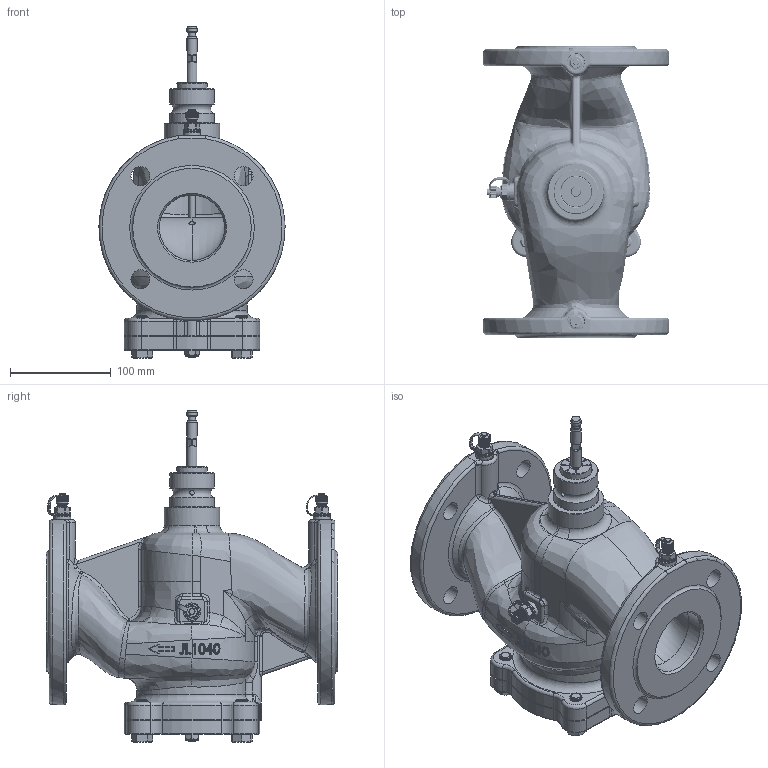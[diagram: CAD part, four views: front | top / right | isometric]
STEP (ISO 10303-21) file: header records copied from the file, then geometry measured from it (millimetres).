
FILE_DESCRIPTION(/* description */ (''),/* implementation_level */ '2;1');
FILE_NAME(/* name */ 'VPF44.65F.stp',/* time_stamp */ '2020-07-24T10:40:58+08:00',/* author */ (''),/* organization */ (''),/* preprocessor_version */ 'ST-DEVELOPER v16.7',/* originating_system */ 'SIEMENS PLM Software NX 12.0',/* authorisation */ '');
FILE_SCHEMA (('AUTOMOTIVE_DESIGN { 1 0 10303 214 3 1 1 1 }'));
Products named in the file (14): 7415400200_DES_RS-B_003_1-Locknut M8; A5W90002807_DES_RS-AF_008_4-DN65 guide stem; A5W90002803_DES_RS-G_009_3-DN65 blind flange machined; A5W90002804_DES_RS-E_007_2-DN65 spindle239; A5W90008991_DES_RS-AB_002_3-PT plug G1_4 Red240; A5W90007086_DES_RS-B_002_2-L PICV Name Plate _EU_241; A5W90002783_DES_RS-A_002_2-M5 screw242; A5W90002825_DES_RS-A_003_2-M12 bolt243; A5W90002817_DES_RS-D_006_1-Scale; A5W90002751_DES_RS-AN_016_4-DN65 valve body machined; A5W90008992_DES_RS-AB_002_4-PT plug  G 1_4 Blue246; A5W90002824_DES_RS-AG_008_3-DN65 DPR complete; A5W90002823_DES_RS-AE_008_2-DN65 RV and pre-setting complete; VPF44.65F_stp
Assembly tree (18 placements, depth 3):
  VPF44.65F_stp
    A5W90002751_DES_RS-AN_016_4-DN65 valve body machined
    A5W90002823_DES_RS-AE_008_2-DN65 RV and pre-setting complete
      A5W90002804_DES_RS-E_007_2-DN65 spindle239
    A5W90002824_DES_RS-AG_008_3-DN65 DPR complete
      A5W90002803_DES_RS-G_009_3-DN65 blind flange machined
      A5W90002807_DES_RS-AF_008_4-DN65 guide stem
      7415400200_DES_RS-B_003_1-Locknut M8
    A5W90002817_DES_RS-D_006_1-Scale
    A5W90002825_DES_RS-A_003_2-M12 bolt243  x4
    A5W90002783_DES_RS-A_002_2-M5 screw242
    A5W90007086_DES_RS-B_002_2-L PICV Name Plate _EU_241
    A5W90008991_DES_RS-AB_002_3-PT plug G1_4 Red240
    A5W90008992_DES_RS-AB_002_4-PT plug  G 1_4 Blue246  x2
      A5W90008991_DES_RS-AB_002_3-PT plug G1_4 Red240
Bounding box: 185 x 290 x 330 mm (x, y, z)
Volume: 2368677 mm3; surface area: 482855.9 mm2
Topology: 39 solids, 39 shells, 4177 faces, 10573 edges, 6411 vertices
Faces by surface type: plane 1742, cylinder 1059, bspline 613, cone 400, torus 175, sphere 104, extrusion 84
Full cylindrical faces by diameter (mm): 2 x2, 2.2 x2, 3 x14, 3.9 x3, 4 x1, 4.2 x1, 4.5 x1, 5 x10, 6 x5, 6.5 x3, 6.985 x4, 7 x1, 8 x3, 8.4 x1, 8.46 x3, 8.8 x3, 9 x7, 9.6 x1, 9.728 x3, 10 x3, 10.2 x4, 11 x3, 11.5 x3, 11.7 x6, 12.5 x3, 13 x4, 13.157 x3, 13.2 x3, 14 x4, 15.1 x1
Entity records: 169841 total; most frequent: CARTESIAN_POINT 113753, ORIENTED_EDGE 12248, DIRECTION 10098, EDGE_CURVE 6124, AXIS2_PLACEMENT_3D 3922, VERTEX_POINT 3807, EDGE_LOOP 3025, ADVANCED_FACE 2650
